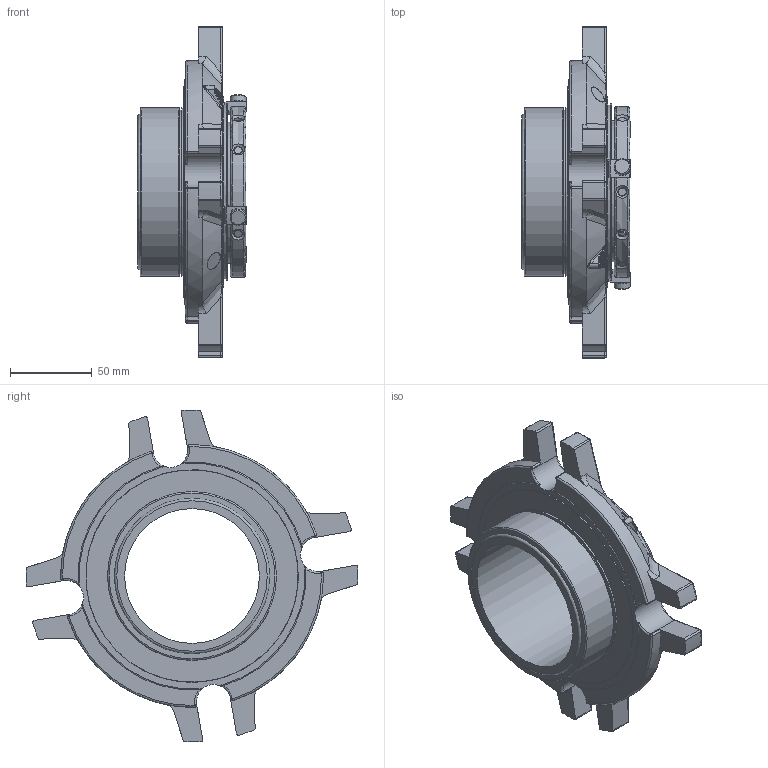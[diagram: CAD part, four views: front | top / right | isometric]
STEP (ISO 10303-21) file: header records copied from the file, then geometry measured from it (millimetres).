
FILE_DESCRIPTION(/* description */ ('Unknown'),/* implementation_level */ '2;1');
FILE_NAME(/* name */ '3.250',/* time_stamp */ '2023-04-03T11:16:47+01:00',/* author */ ('Unknown'),/* organization */ ('Unknown'),/* preprocessor_version */ 'ST-DEVELOPER v18.102',/* originating_system */ 'Solid Edge',/* authorisation */ 'Unknown');
FILE_SCHEMA (('AUTOMOTIVE_DESIGN {1 0 10303 214 3 1 1}'));
Length unit declared in the file: millimetre
Products named in the file (1): 3.250
Bounding box: 66.56 x 203.19 x 203.19 mm (x, y, z)
Volume: 469353.6 mm3; surface area: 91835.2 mm2
Topology: 1 solids, 1 shells, 560 faces, 1526 edges, 938 vertices
Faces by surface type: cylinder 229, plane 154, torus 67, sphere 40, bspline 39, cone 31
Full cylindrical faces by diameter (mm): 2.979 x1, 4.995 x2, 5.994 x3, 9.99 x3, 11.252 x3, 82.55 x1, 85.614 x2, 95.129 x1, 100.052 x1, 103.072 x1, 103.401 x1, 106.68 x1, 108.204 x1, 130.045 x1
Entity records: 21836 total; most frequent: CARTESIAN_POINT 4604, DIRECTION 2795, ORIENTED_EDGE 2782, EDGE_CURVE 1391, AXIS2_PLACEMENT_3D 1133, VERTEX_POINT 884, EDGE_LOOP 649, FACE_BOUND 649
